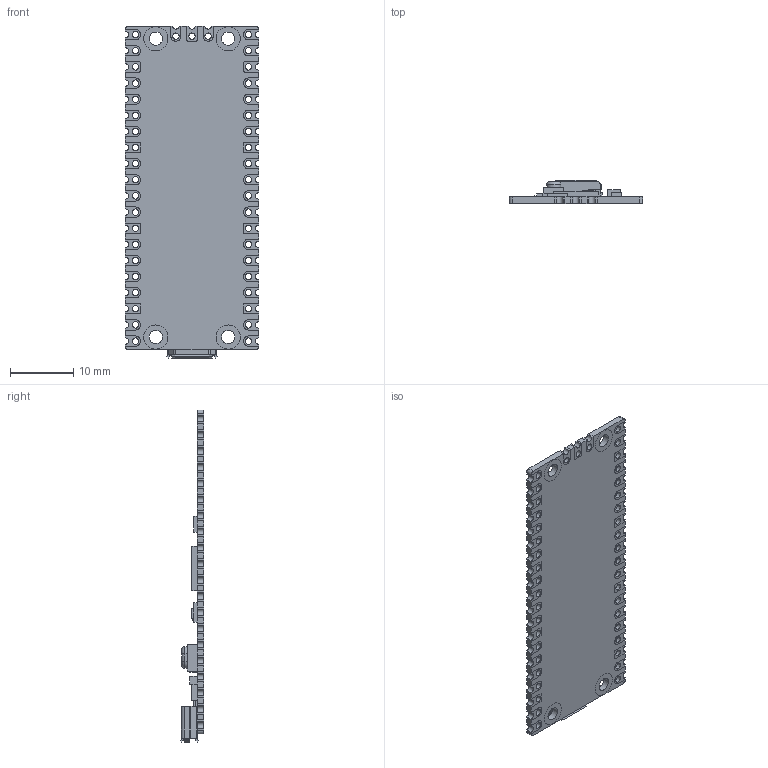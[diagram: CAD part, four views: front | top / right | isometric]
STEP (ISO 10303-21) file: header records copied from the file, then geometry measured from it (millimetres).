
FILE_DESCRIPTION(/* description */ ('STEP AP203'),/* implementation_level */ '2;1');
FILE_NAME(/* name */ 'RaspberryPi-Pico2 v2.step',/* time_stamp */ '2025-09-07T19:17:53-07:00',/* author */ (''),/* organization */ (''),/* preprocessor_version */ 'ST-DEVELOPER v20.1',/* originating_system */ 'Autodesk Translation Framework v14.10.0.0',/* authorisation */ '');
FILE_SCHEMA (('AUTOMOTIVE_DESIGN { 1 0 10303 214 3 1 1 }'));
Length unit declared in the file: millimetre
Products named in the file (14): Raspberry Pi Pico 2 3D CAD Model 24 07 24; PICO_REF_BOARD; PICO_REF_USB; PICO_REF_SWITCH; PICO_REF_MICROCONTROLLER; PICO_REF_LED; PICO_REF_COMP_1; PICO_REF_COMP_2; PICO_REF_COMP_4; PICO_REF_COMP_5; PICO_REF_COMP_6; PICO_REF_COMP_7; PICO_REF_INDUCTOR; PICO_REF_COMP_3
Assembly tree (14 placements, depth 2):
  Raspberry Pi Pico 2 3D CAD Model 24 07 24
    PICO_REF_BOARD
    PICO_REF_USB
    PICO_REF_SWITCH
    PICO_REF_MICROCONTROLLER
    PICO_REF_LED
    PICO_REF_COMP_1
    PICO_REF_COMP_2
    PICO_REF_COMP_3  x2
    PICO_REF_COMP_4
    PICO_REF_COMP_5
    PICO_REF_COMP_6
    PICO_REF_COMP_7
    PICO_REF_INDUCTOR
Bounding box: 21 x 3.73 x 52.3 mm (x, y, z)
Volume: 1148.1 mm3; surface area: 2905.1 mm2
Topology: 18 solids, 18 shells, 483 faces, 1351 edges, 914 vertices
Faces by surface type: plane 363, cylinder 118, torus 2
Full cylindrical faces by diameter (mm): 1 x43, 2.1 x4
Entity records: 16159 total; most frequent: CARTESIAN_POINT 2894, ORIENTED_EDGE 2678, DIRECTION 2651, EDGE_CURVE 1339, LINE 941, VECTOR 941, VERTEX_POINT 906, AXIS2_PLACEMENT_3D 855
